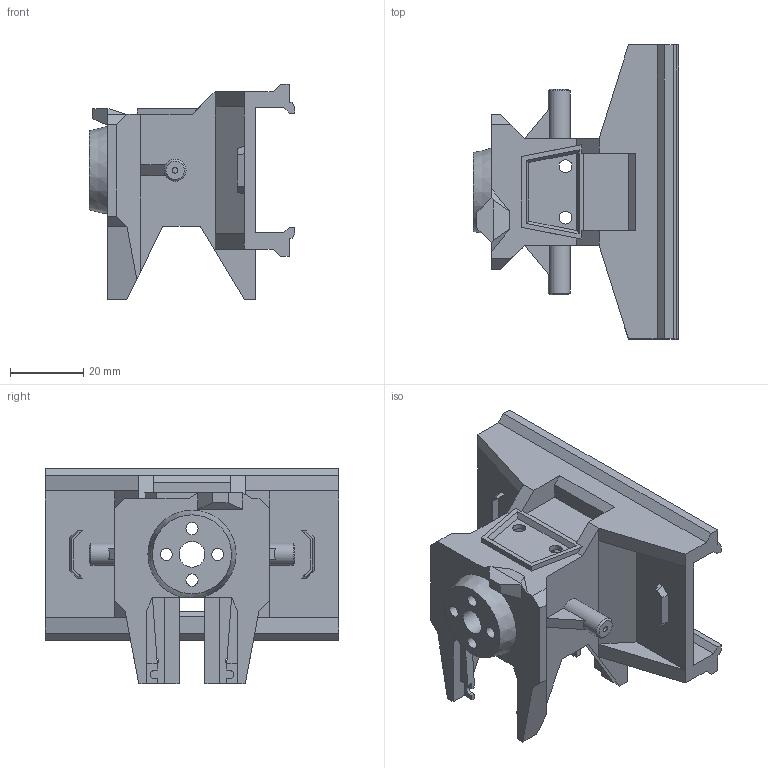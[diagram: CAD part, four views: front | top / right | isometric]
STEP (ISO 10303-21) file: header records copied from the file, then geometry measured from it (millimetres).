
FILE_DESCRIPTION(/* description */ ('','CAx-IF Rec.Pracs.---Representation and Presentation of Product Manufacturing Information (PMI)---4.0---2014-10-13'),/* implementation_level */ '2;1');
FILE_NAME(/* name */ 'Gripper_Base.stp',/* time_stamp */ '2026-02-01T17:33:57+03:00',/* author */ ('Dmitry'),/* organization */ (''),/* preprocessor_version */ 'ST-DEVELOPER v19.2',/* originating_system */ 'Autodesk Inventor 2024',/* authorisation */ '');
FILE_SCHEMA (('AP242_MANAGED_MODEL_BASED_3D_ENGINEERING_MIM_LF { 1 0 10303 442 1 1 4 }'));
Length unit declared in the file: millimetre
Products named in the file (1): Gripper_Base
Bounding box: 55.95 x 80 x 58.7 mm (x, y, z)
Volume: 39014.1 mm3; surface area: 24244.7 mm2
Topology: 1 solids, 1 shells, 214 faces, 574 edges, 369 vertices
Faces by surface type: plane 168, cylinder 24, cone 22
Full cylindrical faces by diameter (mm): 1.5 x2, 2.25 x2, 3.25 x2, 3.3 x4, 3.5 x2, 6 x6, 7 x1, 21 x1
Entity records: 7734 total; most frequent: CARTESIAN_POINT 1552, DIRECTION 1163, ORIENTED_EDGE 1148, EDGE_CURVE 574, LINE 471, VECTOR 471, VERTEX_POINT 369, AXIS2_PLACEMENT_3D 346
